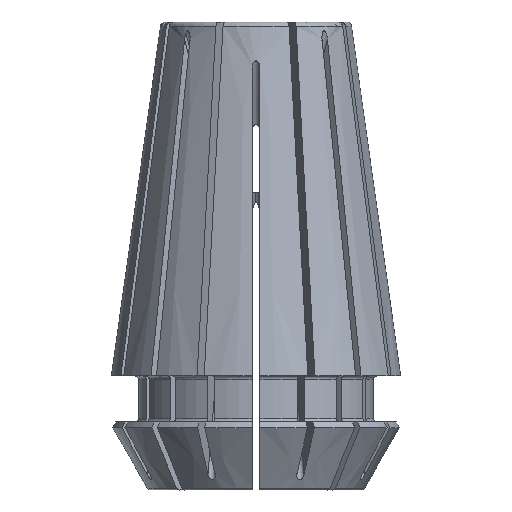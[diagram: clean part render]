
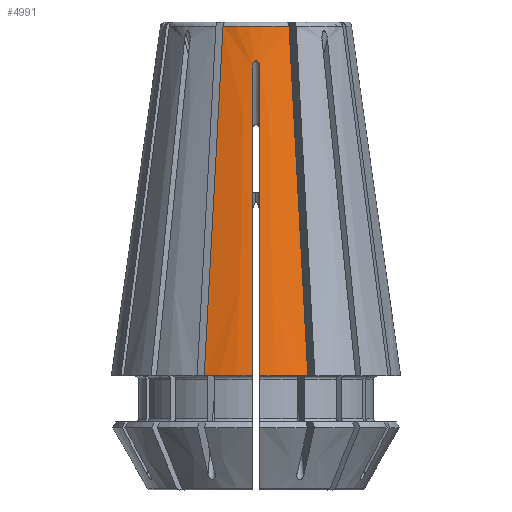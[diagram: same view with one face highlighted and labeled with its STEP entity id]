
A CAD part, front view. The second image highlights one B-rep face of the part: STEP entity #4991.
In plain terms, the highlighted conical face has half-angle 8 degrees and reference radius 5.613 mm.
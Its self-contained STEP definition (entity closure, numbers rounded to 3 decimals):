
#127=CONICAL_SURFACE('',#5260,5.613,0.14);
#179=B_SPLINE_CURVE_WITH_KNOTS('',3,(#6915,#6916,#6917,#6918),
 .UNSPECIFIED.,.F.,.U.,(4,4),(0.,0.02),
 .UNSPECIFIED.);
#180=B_SPLINE_CURVE_WITH_KNOTS('',3,(#6919,#6920,#6921,#6922),
 .UNSPECIFIED.,.F.,.U.,(4,4),(0.,0.02),
 .UNSPECIFIED.);
#181=B_SPLINE_CURVE_WITH_KNOTS('',3,(#6926,#6927,#6928,#6929),
 .UNSPECIFIED.,.F.,.U.,(4,4),(0.011,0.03),
 .UNSPECIFIED.);
#182=B_SPLINE_CURVE_WITH_KNOTS('',3,(#6931,#6932,#6933,#6934,#6935,#6936,
#6937),.UNSPECIFIED.,.F.,.U.,(4,1,1,1,4),(0.,0.,
0.,0.,0.),
 .UNSPECIFIED.);
#183=B_SPLINE_CURVE_WITH_KNOTS('',3,(#6939,#6940,#6941,#6942),
 .UNSPECIFIED.,.F.,.U.,(4,4),(0.011,0.03),
 .UNSPECIFIED.);
#1121=VERTEX_POINT('',#6901);
#1122=VERTEX_POINT('',#6902);
#1123=VERTEX_POINT('',#6913);
#1124=VERTEX_POINT('',#6914);
#1125=VERTEX_POINT('',#6923);
#1126=VERTEX_POINT('',#6925);
#1127=VERTEX_POINT('',#6930);
#1128=VERTEX_POINT('',#6938);
#1686=CIRCLE('',#5259,5.613);
#1687=CIRCLE('',#5261,8.5);
#1688=CIRCLE('',#5262,8.5);
#1895=EDGE_CURVE('',#1121,#1122,#1686,.T.);
#1898=EDGE_CURVE('',#1123,#1124,#1687,.T.);
#1899=EDGE_CURVE('',#1124,#1122,#179,.T.);
#1900=EDGE_CURVE('',#1125,#1121,#180,.T.);
#1901=EDGE_CURVE('',#1125,#1126,#1688,.T.);
#1902=EDGE_CURVE('',#1126,#1127,#181,.T.);
#1903=EDGE_CURVE('',#1127,#1128,#182,.T.);
#1904=EDGE_CURVE('',#1123,#1128,#183,.T.);
#2751=ORIENTED_EDGE('',*,*,#1898,.T.);
#2752=ORIENTED_EDGE('',*,*,#1899,.T.);
#2753=ORIENTED_EDGE('',*,*,#1895,.F.);
#2754=ORIENTED_EDGE('',*,*,#1900,.F.);
#2755=ORIENTED_EDGE('',*,*,#1901,.T.);
#2756=ORIENTED_EDGE('',*,*,#1902,.T.);
#2757=ORIENTED_EDGE('',*,*,#1903,.T.);
#2758=ORIENTED_EDGE('',*,*,#1904,.F.);
#4449=EDGE_LOOP('',(#2751,#2752,#2753,#2754,#2755,#2756,#2757,#2758));
#4720=FACE_BOUND('',#4449,.T.);
#4991=ADVANCED_FACE('',(#4720),#127,.T.);
#5259=AXIS2_PLACEMENT_3D('',#6900,#5764,#5765);
#5260=AXIS2_PLACEMENT_3D('',#6911,#5766,#5767);
#5261=AXIS2_PLACEMENT_3D('',#6912,#5768,#5769);
#5262=AXIS2_PLACEMENT_3D('',#6924,#5770,#5771);
#5764=DIRECTION('',(0.,0.,1.));
#5765=DIRECTION('',(5.613,0.,0.));
#5766=DIRECTION('',(0.,0.,-1.));
#5767=DIRECTION('',(-5.613,0.,0.));
#5768=DIRECTION('',(0.,0.,1.));
#5769=DIRECTION('',(-8.5,0.,0.));
#5770=DIRECTION('',(0.,0.,1.));
#5771=DIRECTION('',(-8.5,0.,0.));
#6900=CARTESIAN_POINT('',(0.,0.,27.242));
#6901=CARTESIAN_POINT('',(-1.938,-5.268,27.242));
#6902=CARTESIAN_POINT('',(1.938,-5.268,27.242));
#6911=CARTESIAN_POINT('',(0.,0.,27.242));
#6912=CARTESIAN_POINT('',(0.,0.,6.7));
#6913=CARTESIAN_POINT('',(0.225,-8.497,6.7));
#6914=CARTESIAN_POINT('',(3.044,-7.936,6.7));
#6915=CARTESIAN_POINT('',(3.044,-7.936,6.7));
#6916=CARTESIAN_POINT('',(2.675,-7.047,13.547));
#6917=CARTESIAN_POINT('',(2.307,-6.157,20.395));
#6918=CARTESIAN_POINT('',(1.938,-5.268,27.242));
#6919=CARTESIAN_POINT('',(-3.044,-7.936,6.7));
#6920=CARTESIAN_POINT('',(-2.675,-7.047,13.547));
#6921=CARTESIAN_POINT('',(-2.307,-6.157,20.395));
#6922=CARTESIAN_POINT('',(-1.938,-5.268,27.242));
#6923=CARTESIAN_POINT('',(-3.044,-7.936,6.7));
#6924=CARTESIAN_POINT('',(0.,0.,6.7));
#6925=CARTESIAN_POINT('',(-0.225,-8.497,6.7));
#6926=CARTESIAN_POINT('',(-0.225,-8.497,6.7));
#6927=CARTESIAN_POINT('',(-0.225,-7.647,12.749));
#6928=CARTESIAN_POINT('',(-0.225,-6.796,18.798));
#6929=CARTESIAN_POINT('',(-0.225,-5.945,24.848));
#6930=CARTESIAN_POINT('',(-0.225,-5.945,24.848));
#6931=CARTESIAN_POINT('',(-0.225,-5.945,24.848));
#6932=CARTESIAN_POINT('',(-0.225,-5.934,24.926));
#6933=CARTESIAN_POINT('',(-0.206,-5.914,25.079));
#6934=CARTESIAN_POINT('',(0.,-5.89,25.283));
#6935=CARTESIAN_POINT('',(0.205,-5.914,25.08));
#6936=CARTESIAN_POINT('',(0.225,-5.934,24.926));
#6937=CARTESIAN_POINT('',(0.225,-5.945,24.848));
#6938=CARTESIAN_POINT('',(0.225,-5.945,24.848));
#6939=CARTESIAN_POINT('',(0.225,-8.497,6.7));
#6940=CARTESIAN_POINT('',(0.225,-7.647,12.749));
#6941=CARTESIAN_POINT('',(0.225,-6.796,18.798));
#6942=CARTESIAN_POINT('',(0.225,-5.945,24.848));
